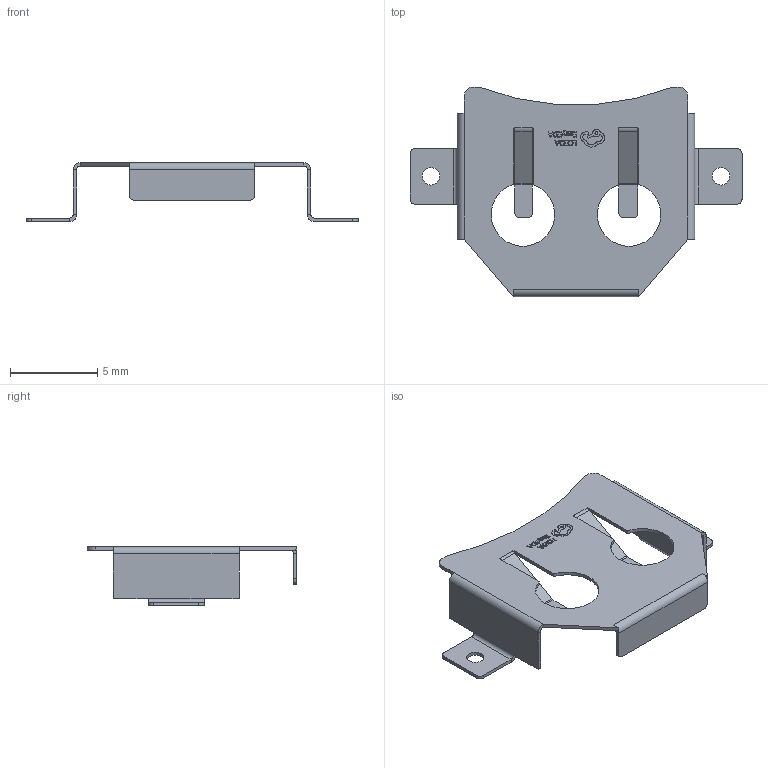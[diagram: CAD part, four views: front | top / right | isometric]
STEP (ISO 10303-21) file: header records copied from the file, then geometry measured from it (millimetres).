
FILE_DESCRIPTION (( 'STEP AP214' ), '1' );
FILE_NAME ('BAT-SMD_MY-1220-03.step', '2022-06-16T11:00:14', ( '' ), ( '' ), 'SwSTEP 2.0', 'SolidWorks 2020', '' );
FILE_SCHEMA (( 'AUTOMOTIVE_DESIGN' ));
Length unit declared in the file: millimetre
Products named in the file (1): BAT-SMD_MY-1220-03
Bounding box: 19 x 12 x 3.38 mm (x, y, z)
Volume: 38.9 mm3; surface area: 416.8 mm2
Topology: 1 solids, 1 shells, 348 faces, 919 edges, 592 vertices
Faces by surface type: plane 209, bspline 98, cylinder 41
Entity records: 14981 total; most frequent: CARTESIAN_POINT 3166, ORIENTED_EDGE 1838, DIRECTION 1309, EDGE_CURVE 919, LINE 631, VECTOR 631, VERTEX_POINT 592, EDGE_LOOP 375
